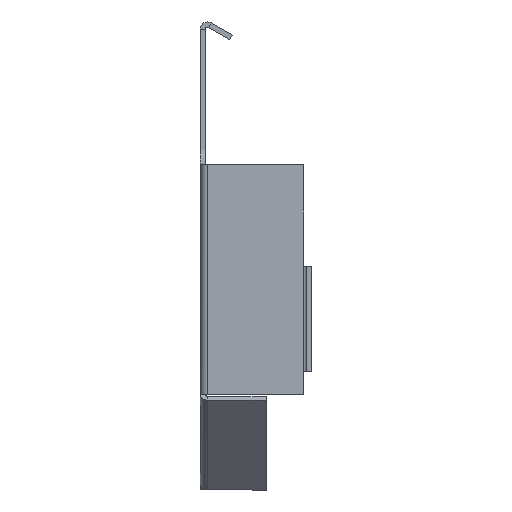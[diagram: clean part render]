
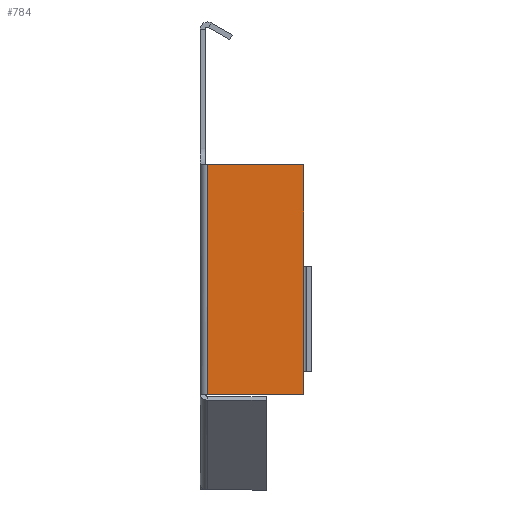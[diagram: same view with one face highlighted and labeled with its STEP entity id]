
A CAD part, left-side view. The second image highlights one B-rep face of the part: STEP entity #784.
In plain terms, the highlighted planar face has unit normal (-1, 0, 0).
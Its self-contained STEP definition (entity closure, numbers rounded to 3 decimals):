
#119 = ORIENTED_EDGE ( 'NONE', *, *, #131, .T. ) ;
#131 = EDGE_CURVE ( 'NONE', #1396, #1059, #3164, .T. ) ;
#305 = ORIENTED_EDGE ( 'NONE', *, *, #3532, .F. ) ;
#371 = VECTOR ( 'NONE', #459, 1000. ) ;
#437 = PLANE ( 'NONE',  #615 ) ;
#459 = DIRECTION ( 'NONE',  ( 0., 0., -1. ) ) ;
#530 = VECTOR ( 'NONE', #2687, 1000. ) ;
#551 = EDGE_LOOP ( 'NONE', ( #2526, #1673, #305, #3689, #1124, #119 ) ) ;
#600 = CARTESIAN_POINT ( 'NONE',  ( -12.7, 5.03, -3.652 ) ) ;
#615 = AXIS2_PLACEMENT_3D ( 'NONE', #1508, #996, #2414 ) ;
#647 = EDGE_CURVE ( 'NONE', #808, #674, #3514, .T. ) ;
#674 = VERTEX_POINT ( 'NONE', #1373 ) ;
#750 = DIRECTION ( 'NONE',  ( 0., 0., -1. ) ) ;
#784 = ADVANCED_FACE ( 'NONE', ( #3558 ), #437, .T. ) ;
#808 = VERTEX_POINT ( 'NONE', #1252 ) ;
#926 = LINE ( 'NONE', #1661, #1418 ) ;
#996 = DIRECTION ( 'NONE',  ( -1., 0., 0. ) ) ;
#1059 = VERTEX_POINT ( 'NONE', #600 ) ;
#1124 = ORIENTED_EDGE ( 'NONE', *, *, #1691, .F. ) ;
#1248 = EDGE_CURVE ( 'NONE', #2947, #1855, #1502, .T. ) ;
#1252 = CARTESIAN_POINT ( 'NONE',  ( -12.7, 0.38, -2.54 ) ) ;
#1255 = CARTESIAN_POINT ( 'NONE',  ( -12.7, 0.38, 7.46 ) ) ;
#1373 = CARTESIAN_POINT ( 'NONE',  ( -12.7, 0.38, -3.652 ) ) ;
#1396 = VERTEX_POINT ( 'NONE', #3700 ) ;
#1418 = VECTOR ( 'NONE', #2844, 1000. ) ;
#1482 = CARTESIAN_POINT ( 'NONE',  ( -12.7, 0.38, -3.81 ) ) ;
#1502 = LINE ( 'NONE', #3348, #2093 ) ;
#1508 = CARTESIAN_POINT ( 'NONE',  ( -12.7, 0., 0. ) ) ;
#1661 = CARTESIAN_POINT ( 'NONE',  ( -12.7, 5.13, -3.652 ) ) ;
#1673 = ORIENTED_EDGE ( 'NONE', *, *, #647, .F. ) ;
#1691 = EDGE_CURVE ( 'NONE', #1396, #2947, #2056, .T. ) ;
#1855 = VERTEX_POINT ( 'NONE', #2507 ) ;
#1885 = DIRECTION ( 'NONE',  ( 0., 0., -1. ) ) ;
#1937 = EDGE_CURVE ( 'NONE', #674, #1059, #926, .T. ) ;
#2056 = LINE ( 'NONE', #1255, #530 ) ;
#2093 = VECTOR ( 'NONE', #750, 1000. ) ;
#2167 = CARTESIAN_POINT ( 'NONE',  ( -12.7, 0.38, -3.81 ) ) ;
#2259 = CARTESIAN_POINT ( 'NONE',  ( -12.7, 0.38, 7.46 ) ) ;
#2414 = DIRECTION ( 'NONE',  ( 0., -1., 0. ) ) ;
#2440 = VECTOR ( 'NONE', #1885, 1000. ) ;
#2445 = CARTESIAN_POINT ( 'NONE',  ( -12.7, 5.03, 0. ) ) ;
#2507 = CARTESIAN_POINT ( 'NONE',  ( -12.7, 0.38, 2.54 ) ) ;
#2526 = ORIENTED_EDGE ( 'NONE', *, *, #1937, .F. ) ;
#2687 = DIRECTION ( 'NONE',  ( 0., -1., 0. ) ) ;
#2722 = VECTOR ( 'NONE', #3219, 1000. ) ;
#2844 = DIRECTION ( 'NONE',  ( 0., 1., 0. ) ) ;
#2947 = VERTEX_POINT ( 'NONE', #2259 ) ;
#3164 = LINE ( 'NONE', #2445, #2440 ) ;
#3219 = DIRECTION ( 'NONE',  ( 0., 0., -1. ) ) ;
#3348 = CARTESIAN_POINT ( 'NONE',  ( -12.7, 0.38, -3.81 ) ) ;
#3455 = LINE ( 'NONE', #2167, #371 ) ;
#3514 = LINE ( 'NONE', #1482, #2722 ) ;
#3532 = EDGE_CURVE ( 'NONE', #1855, #808, #3455, .T. ) ;
#3558 = FACE_OUTER_BOUND ( 'NONE', #551, .T. ) ;
#3689 = ORIENTED_EDGE ( 'NONE', *, *, #1248, .F. ) ;
#3700 = CARTESIAN_POINT ( 'NONE',  ( -12.7, 5.03, 7.46 ) ) ;
